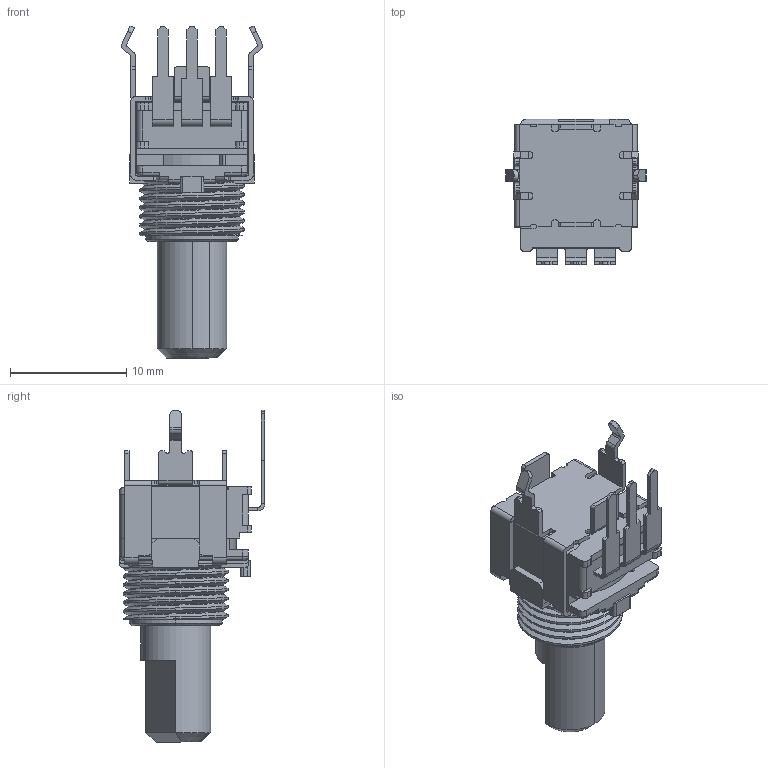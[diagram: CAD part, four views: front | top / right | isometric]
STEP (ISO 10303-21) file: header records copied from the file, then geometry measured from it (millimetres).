
FILE_DESCRIPTION (( 'STEP AP214' ), '1' );
FILE_NAME ('AlpsAlpine_RK09L1140.STEP', '2022-02-11T06:17:07', ( '' ), ( '' ), 'SwSTEP 2.0', 'SolidWorks 2020', '' );
FILE_SCHEMA (( 'AUTOMOTIVE_DESIGN' ));
Length unit declared in the file: millimetre
Products named in the file (1): AlpsAlpine_RK09L1140
Bounding box: 12.1 x 12.5 x 28.5 mm (x, y, z)
Volume: 1322.8 mm3; surface area: 1363.3 mm2
Topology: 1 solids, 1 shells, 425 faces, 1198 edges, 773 vertices
Faces by surface type: plane 251, cylinder 159, bspline 11, cone 4
Entity records: 17294 total; most frequent: CARTESIAN_POINT 4829, ORIENTED_EDGE 2396, DIRECTION 2262, EDGE_CURVE 1198, LINE 824, VECTOR 824, VERTEX_POINT 773, AXIS2_PLACEMENT_3D 719
